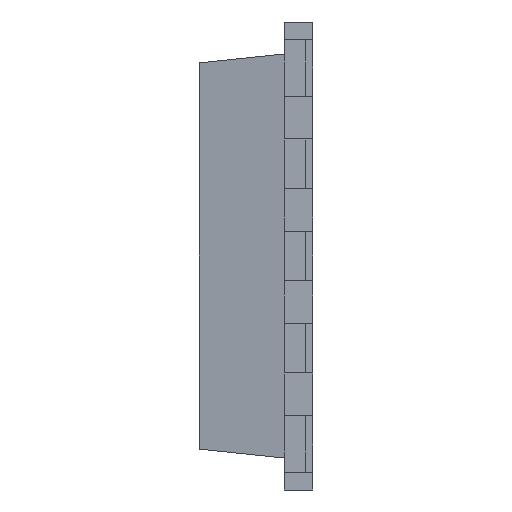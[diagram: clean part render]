
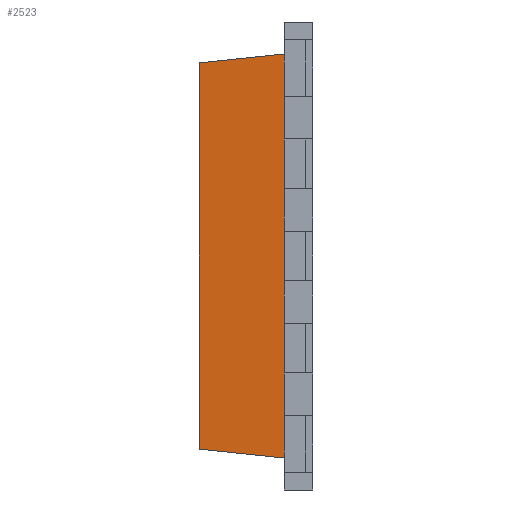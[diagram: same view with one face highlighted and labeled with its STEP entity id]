
A CAD part, left-side view. The second image highlights one B-rep face of the part: STEP entity #2523.
In plain terms, the highlighted planar face has unit normal (-0.995, 0.104, 0).
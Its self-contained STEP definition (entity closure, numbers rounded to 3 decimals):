
#89 = CARTESIAN_POINT ( 'NONE',  ( -1.425, 0.2, -1.425 ) ) ;
#194 = EDGE_CURVE ( 'NONE', #1781, #656, #1408, .T. ) ;
#207 = CARTESIAN_POINT ( 'NONE',  ( -1.425, 0.2, -1.425 ) ) ;
#234 = VERTEX_POINT ( 'NONE', #4016 ) ;
#311 = LINE ( 'NONE', #1085, #4368 ) ;
#447 = ORIENTED_EDGE ( 'NONE', *, *, #734, .T. ) ;
#533 = ORIENTED_EDGE ( 'NONE', *, *, #3153, .F. ) ;
#656 = VERTEX_POINT ( 'NONE', #1469 ) ;
#734 = EDGE_CURVE ( 'NONE', #234, #1007, #801, .T. ) ;
#746 = DIRECTION ( 'NONE',  ( -0.104, -0.989, 0.104 ) ) ;
#801 = LINE ( 'NONE', #2865, #4382 ) ;
#818 = DIRECTION ( 'NONE',  ( 0., 0., 1. ) ) ;
#846 = VECTOR ( 'NONE', #3256, 1000. ) ;
#858 = VERTEX_POINT ( 'NONE', #2613 ) ;
#904 = CARTESIAN_POINT ( 'NONE',  ( -1.425, 0.2, 1.125 ) ) ;
#916 = EDGE_CURVE ( 'NONE', #2025, #858, #1127, .T. ) ;
#1007 = VERTEX_POINT ( 'NONE', #2347 ) ;
#1028 = VECTOR ( 'NONE', #4264, 1000. ) ;
#1030 = CARTESIAN_POINT ( 'NONE',  ( -1.425, 0.2, -0.825 ) ) ;
#1065 = EDGE_CURVE ( 'NONE', #4173, #3439, #1080, .T. ) ;
#1080 = LINE ( 'NONE', #1166, #1028 ) ;
#1085 = CARTESIAN_POINT ( 'NONE',  ( -1.425, 0.2, 1.425 ) ) ;
#1127 = LINE ( 'NONE', #4396, #2234 ) ;
#1166 = CARTESIAN_POINT ( 'NONE',  ( -1.425, 0.2, -1.425 ) ) ;
#1179 = VERTEX_POINT ( 'NONE', #3337 ) ;
#1260 = ORIENTED_EDGE ( 'NONE', *, *, #194, .T. ) ;
#1408 = LINE ( 'NONE', #4033, #3145 ) ;
#1412 = ORIENTED_EDGE ( 'NONE', *, *, #3925, .T. ) ;
#1452 = CARTESIAN_POINT ( 'NONE',  ( -1.362, 0.8, 1.362 ) ) ;
#1469 = CARTESIAN_POINT ( 'NONE',  ( -1.425, 0.2, 0.475 ) ) ;
#1495 = VECTOR ( 'NONE', #2929, 1000. ) ;
#1499 = DIRECTION ( 'NONE',  ( 0., 0., 1. ) ) ;
#1631 = LINE ( 'NONE', #3228, #2344 ) ;
#1646 = DIRECTION ( 'NONE',  ( 0., 0., 1. ) ) ;
#1686 = DIRECTION ( 'NONE',  ( 0., 0., 1. ) ) ;
#1773 = LINE ( 'NONE', #4299, #846 ) ;
#1781 = VERTEX_POINT ( 'NONE', #4019 ) ;
#1897 = ORIENTED_EDGE ( 'NONE', *, *, #3572, .T. ) ;
#1922 = CARTESIAN_POINT ( 'NONE',  ( -1.425, 0.2, -1.425 ) ) ;
#1985 = CARTESIAN_POINT ( 'NONE',  ( -1.425, 0.2, 1.425 ) ) ;
#2025 = VERTEX_POINT ( 'NONE', #1030 ) ;
#2140 = EDGE_CURVE ( 'NONE', #1179, #2025, #1631, .T. ) ;
#2234 = VECTOR ( 'NONE', #4334, 1000. ) ;
#2270 = EDGE_CURVE ( 'NONE', #858, #3327, #4052, .T. ) ;
#2344 = VECTOR ( 'NONE', #4250, 1000. ) ;
#2347 = CARTESIAN_POINT ( 'NONE',  ( -1.425, 0.2, -1.425 ) ) ;
#2428 = LINE ( 'NONE', #1922, #1495 ) ;
#2468 = VERTEX_POINT ( 'NONE', #1985 ) ;
#2476 = DIRECTION ( 'NONE',  ( 0., 0., 1. ) ) ;
#2521 = VECTOR ( 'NONE', #818, 1000. ) ;
#2523 = ADVANCED_FACE ( 'NONE', ( #3996 ), #4383, .T. ) ;
#2613 = CARTESIAN_POINT ( 'NONE',  ( -1.425, 0.2, -0.475 ) ) ;
#2626 = ORIENTED_EDGE ( 'NONE', *, *, #3807, .T. ) ;
#2643 = LINE ( 'NONE', #89, #4224 ) ;
#2865 = CARTESIAN_POINT ( 'NONE',  ( -1.425, 0.2, -1.425 ) ) ;
#2907 = VECTOR ( 'NONE', #2476, 1000. ) ;
#2911 = CARTESIAN_POINT ( 'NONE',  ( -1.425, 0.2, -1.425 ) ) ;
#2929 = DIRECTION ( 'NONE',  ( 0., 0., 1. ) ) ;
#2974 = CARTESIAN_POINT ( 'NONE',  ( -1.425, 0.2, -0.175 ) ) ;
#3016 = EDGE_CURVE ( 'NONE', #3019, #2468, #311, .T. ) ;
#3019 = VERTEX_POINT ( 'NONE', #1452 ) ;
#3145 = VECTOR ( 'NONE', #1646, 1000. ) ;
#3153 = EDGE_CURVE ( 'NONE', #234, #3019, #1773, .T. ) ;
#3228 = CARTESIAN_POINT ( 'NONE',  ( -1.425, 0.2, -1.425 ) ) ;
#3233 = ORIENTED_EDGE ( 'NONE', *, *, #2270, .T. ) ;
#3256 = DIRECTION ( 'NONE',  ( 0., 0., 1. ) ) ;
#3270 = ORIENTED_EDGE ( 'NONE', *, *, #916, .T. ) ;
#3273 = EDGE_LOOP ( 'NONE', ( #533, #447, #2626, #3525, #3270, #3233, #1412, #1260, #1897, #4048, #3877, #3966 ) ) ;
#3309 = DIRECTION ( 'NONE',  ( 0., 0., 1. ) ) ;
#3327 = VERTEX_POINT ( 'NONE', #2974 ) ;
#3337 = CARTESIAN_POINT ( 'NONE',  ( -1.425, 0.2, -1.125 ) ) ;
#3398 = CARTESIAN_POINT ( 'NONE',  ( -1.425, 0.2, -1.425 ) ) ;
#3425 = AXIS2_PLACEMENT_3D ( 'NONE', #4421, #4039, #1686 ) ;
#3439 = VERTEX_POINT ( 'NONE', #904 ) ;
#3461 = CARTESIAN_POINT ( 'NONE',  ( -1.425, 0.2, 0.825 ) ) ;
#3525 = ORIENTED_EDGE ( 'NONE', *, *, #2140, .T. ) ;
#3528 = DIRECTION ( 'NONE',  ( -0.104, -0.989, -0.104 ) ) ;
#3529 = LINE ( 'NONE', #2911, #2521 ) ;
#3572 = EDGE_CURVE ( 'NONE', #656, #4173, #2428, .T. ) ;
#3776 = VECTOR ( 'NONE', #3309, 1000. ) ;
#3807 = EDGE_CURVE ( 'NONE', #1007, #1179, #4460, .T. ) ;
#3877 = ORIENTED_EDGE ( 'NONE', *, *, #4446, .T. ) ;
#3925 = EDGE_CURVE ( 'NONE', #3327, #1781, #2643, .T. ) ;
#3966 = ORIENTED_EDGE ( 'NONE', *, *, #3016, .F. ) ;
#3996 = FACE_OUTER_BOUND ( 'NONE', #3273, .T. ) ;
#4016 = CARTESIAN_POINT ( 'NONE',  ( -1.362, 0.8, -1.362 ) ) ;
#4019 = CARTESIAN_POINT ( 'NONE',  ( -1.425, 0.2, 0.175 ) ) ;
#4033 = CARTESIAN_POINT ( 'NONE',  ( -1.425, 0.2, -1.425 ) ) ;
#4039 = DIRECTION ( 'NONE',  ( -0.995, 0.105, 0. ) ) ;
#4048 = ORIENTED_EDGE ( 'NONE', *, *, #1065, .T. ) ;
#4052 = LINE ( 'NONE', #207, #3776 ) ;
#4173 = VERTEX_POINT ( 'NONE', #3461 ) ;
#4224 = VECTOR ( 'NONE', #1499, 1000. ) ;
#4250 = DIRECTION ( 'NONE',  ( 0., 0., 1. ) ) ;
#4264 = DIRECTION ( 'NONE',  ( 0., 0., 1. ) ) ;
#4299 = CARTESIAN_POINT ( 'NONE',  ( -1.362, 0.8, -1.425 ) ) ;
#4334 = DIRECTION ( 'NONE',  ( 0., 0., 1. ) ) ;
#4368 = VECTOR ( 'NONE', #746, 1000. ) ;
#4382 = VECTOR ( 'NONE', #3528, 1000. ) ;
#4383 = PLANE ( 'NONE',  #3425 ) ;
#4396 = CARTESIAN_POINT ( 'NONE',  ( -1.425, 0.2, -1.425 ) ) ;
#4421 = CARTESIAN_POINT ( 'NONE',  ( -1.425, 0.2, -1.425 ) ) ;
#4446 = EDGE_CURVE ( 'NONE', #3439, #2468, #3529, .T. ) ;
#4460 = LINE ( 'NONE', #3398, #2907 ) ;
